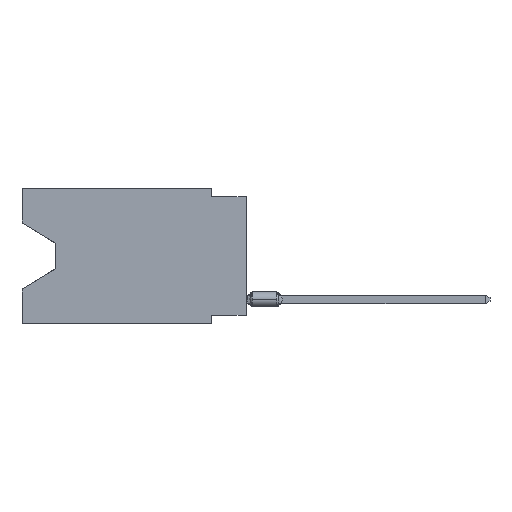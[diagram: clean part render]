
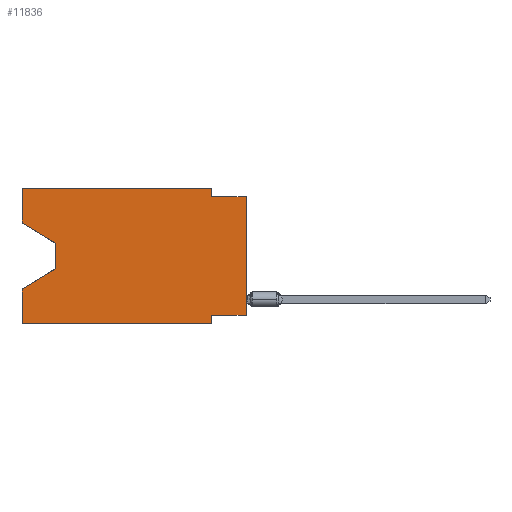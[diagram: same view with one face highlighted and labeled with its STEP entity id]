
A CAD part, left-side view. The second image highlights one B-rep face of the part: STEP entity #11836.
In plain terms, the highlighted planar face has unit normal (-1, 0, 0).
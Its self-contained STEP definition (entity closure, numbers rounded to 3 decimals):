
#35 = ORIENTED_EDGE ( 'NONE', *, *, #14584, .F. ) ;
#47 = LINE ( 'NONE', #24985, #1751 ) ;
#380 = VERTEX_POINT ( 'NONE', #7583 ) ;
#415 = EDGE_CURVE ( 'NONE', #5177, #10675, #23437, .T. ) ;
#419 = LINE ( 'NONE', #18233, #16798 ) ;
#528 = CARTESIAN_POINT ( 'NONE',  ( 0., 16.383, 0. ) ) ;
#562 = EDGE_CURVE ( 'NONE', #380, #24382, #6548, .T. ) ;
#1037 = CARTESIAN_POINT ( 'NONE',  ( 0., 2.54, -9.906 ) ) ;
#1250 = AXIS2_PLACEMENT_3D ( 'NONE', #528, #19471, #12227 ) ;
#1363 = ORIENTED_EDGE ( 'NONE', *, *, #4049, .T. ) ;
#1400 = EDGE_CURVE ( 'NONE', #5177, #17026, #9264, .T. ) ;
#1480 = VECTOR ( 'NONE', #2668, 1000. ) ;
#1751 = VECTOR ( 'NONE', #9482, 1000. ) ;
#2118 = CARTESIAN_POINT ( 'NONE',  ( 0., 0., -0.635 ) ) ;
#2605 = CARTESIAN_POINT ( 'NONE',  ( 0., 16.383, -2.546 ) ) ;
#2668 = DIRECTION ( 'NONE',  ( 0., 0., -1. ) ) ;
#2705 = VERTEX_POINT ( 'NONE', #2118 ) ;
#2880 = CARTESIAN_POINT ( 'NONE',  ( 0., 0., -0.635 ) ) ;
#3462 = DIRECTION ( 'NONE',  ( 0., 0.855, -0.519 ) ) ;
#3577 = CARTESIAN_POINT ( 'NONE',  ( 0., 13.97, -5.893 ) ) ;
#3629 = VERTEX_POINT ( 'NONE', #12380 ) ;
#3858 = ORIENTED_EDGE ( 'NONE', *, *, #18538, .F. ) ;
#3920 = VERTEX_POINT ( 'NONE', #14008 ) ;
#3953 = PLANE ( 'NONE',  #1250 ) ;
#4049 = EDGE_CURVE ( 'NONE', #15092, #2705, #21864, .T. ) ;
#4065 = EDGE_CURVE ( 'NONE', #380, #23661, #9619, .T. ) ;
#4179 = VECTOR ( 'NONE', #13212, 1000. ) ;
#4571 = CARTESIAN_POINT ( 'NONE',  ( 0., 2.54, 0. ) ) ;
#4645 = DIRECTION ( 'NONE',  ( 0., -0.855, -0.519 ) ) ;
#4964 = DIRECTION ( 'NONE',  ( 0., 0., -1. ) ) ;
#4986 = VECTOR ( 'NONE', #4645, 1000. ) ;
#5177 = VERTEX_POINT ( 'NONE', #2605 ) ;
#5979 = EDGE_CURVE ( 'NONE', #18537, #2705, #21475, .T. ) ;
#6239 = CARTESIAN_POINT ( 'NONE',  ( 0., 16.383, 0. ) ) ;
#6548 = LINE ( 'NONE', #17739, #15157 ) ;
#7280 = ORIENTED_EDGE ( 'NONE', *, *, #415, .T. ) ;
#7488 = CARTESIAN_POINT ( 'NONE',  ( 0., 13.97, -4.013 ) ) ;
#7583 = CARTESIAN_POINT ( 'NONE',  ( 0., 16.383, -9.906 ) ) ;
#8181 = DIRECTION ( 'NONE',  ( 0., 1., 0. ) ) ;
#8272 = DIRECTION ( 'NONE',  ( 0., 0., 1. ) ) ;
#8749 = CARTESIAN_POINT ( 'NONE',  ( 0., 2.54, -9.271 ) ) ;
#8997 = CARTESIAN_POINT ( 'NONE',  ( 0., 2.54, -9.906 ) ) ;
#9264 = LINE ( 'NONE', #25025, #4179 ) ;
#9482 = DIRECTION ( 'NONE',  ( 0., -1., 0. ) ) ;
#9619 = LINE ( 'NONE', #15335, #10242 ) ;
#9954 = FACE_OUTER_BOUND ( 'NONE', #23995, .T. ) ;
#10242 = VECTOR ( 'NONE', #17370, 1000. ) ;
#10498 = CARTESIAN_POINT ( 'NONE',  ( 0., 16.383, -2.546 ) ) ;
#10675 = VERTEX_POINT ( 'NONE', #7488 ) ;
#11673 = ORIENTED_EDGE ( 'NONE', *, *, #1400, .F. ) ;
#11778 = EDGE_CURVE ( 'NONE', #3920, #24382, #20888, .T. ) ;
#11836 = ADVANCED_FACE ( 'NONE', ( #9954 ), #3953, .F. ) ;
#11929 = VECTOR ( 'NONE', #19579, 1000. ) ;
#12212 = LINE ( 'NONE', #8997, #17142 ) ;
#12227 = DIRECTION ( 'NONE',  ( 0., 0., -1. ) ) ;
#12380 = CARTESIAN_POINT ( 'NONE',  ( 0., 2.54, 0. ) ) ;
#12786 = CARTESIAN_POINT ( 'NONE',  ( 0., 0., -9.271 ) ) ;
#13117 = ORIENTED_EDGE ( 'NONE', *, *, #23646, .T. ) ;
#13212 = DIRECTION ( 'NONE',  ( 0., 0., 1. ) ) ;
#14008 = CARTESIAN_POINT ( 'NONE',  ( 0., 13.97, -5.893 ) ) ;
#14584 = EDGE_CURVE ( 'NONE', #3629, #18537, #19826, .T. ) ;
#15092 = VERTEX_POINT ( 'NONE', #12786 ) ;
#15131 = CARTESIAN_POINT ( 'NONE',  ( 0., 13.97, -4.013 ) ) ;
#15157 = VECTOR ( 'NONE', #22061, 1000. ) ;
#15161 = ORIENTED_EDGE ( 'NONE', *, *, #562, .F. ) ;
#15226 = ORIENTED_EDGE ( 'NONE', *, *, #11778, .T. ) ;
#15335 = CARTESIAN_POINT ( 'NONE',  ( 0., 16.383, -9.906 ) ) ;
#16168 = ORIENTED_EDGE ( 'NONE', *, *, #18784, .F. ) ;
#16757 = DIRECTION ( 'NONE',  ( 0., 0., -1. ) ) ;
#16798 = VECTOR ( 'NONE', #8181, 1000. ) ;
#17026 = VERTEX_POINT ( 'NONE', #6239 ) ;
#17142 = VECTOR ( 'NONE', #16757, 1000. ) ;
#17145 = ORIENTED_EDGE ( 'NONE', *, *, #5979, .F. ) ;
#17351 = CARTESIAN_POINT ( 'NONE',  ( 0., 2.54, -0.635 ) ) ;
#17370 = DIRECTION ( 'NONE',  ( 0., -1., 0. ) ) ;
#17516 = VERTEX_POINT ( 'NONE', #8749 ) ;
#17665 = CARTESIAN_POINT ( 'NONE',  ( 0., 16.383, -7.36 ) ) ;
#17739 = CARTESIAN_POINT ( 'NONE',  ( 0., 16.383, 0. ) ) ;
#17844 = ORIENTED_EDGE ( 'NONE', *, *, #22381, .F. ) ;
#17926 = CARTESIAN_POINT ( 'NONE',  ( 0., 0., 0. ) ) ;
#18233 = CARTESIAN_POINT ( 'NONE',  ( 0., 0., -9.271 ) ) ;
#18537 = VERTEX_POINT ( 'NONE', #17351 ) ;
#18538 = EDGE_CURVE ( 'NONE', #17026, #3629, #47, .T. ) ;
#18784 = EDGE_CURVE ( 'NONE', #15092, #17516, #419, .T. ) ;
#18828 = LINE ( 'NONE', #15131, #22326 ) ;
#19471 = DIRECTION ( 'NONE',  ( 1., 0., 0. ) ) ;
#19579 = DIRECTION ( 'NONE',  ( 0., -1., 0. ) ) ;
#19826 = LINE ( 'NONE', #4571, #1480 ) ;
#20888 = LINE ( 'NONE', #3577, #22380 ) ;
#21184 = VECTOR ( 'NONE', #8272, 1000. ) ;
#21475 = LINE ( 'NONE', #2880, #11929 ) ;
#21664 = ORIENTED_EDGE ( 'NONE', *, *, #4065, .T. ) ;
#21864 = LINE ( 'NONE', #17926, #21184 ) ;
#22061 = DIRECTION ( 'NONE',  ( 0., 0., 1. ) ) ;
#22326 = VECTOR ( 'NONE', #4964, 1000. ) ;
#22380 = VECTOR ( 'NONE', #3462, 1000. ) ;
#22381 = EDGE_CURVE ( 'NONE', #17516, #23661, #12212, .T. ) ;
#23437 = LINE ( 'NONE', #10498, #4986 ) ;
#23646 = EDGE_CURVE ( 'NONE', #10675, #3920, #18828, .T. ) ;
#23661 = VERTEX_POINT ( 'NONE', #1037 ) ;
#23995 = EDGE_LOOP ( 'NONE', ( #7280, #13117, #15226, #15161, #21664, #17844, #16168, #1363, #17145, #35, #3858, #11673 ) ) ;
#24382 = VERTEX_POINT ( 'NONE', #17665 ) ;
#24985 = CARTESIAN_POINT ( 'NONE',  ( 0., 16.383, 0. ) ) ;
#25025 = CARTESIAN_POINT ( 'NONE',  ( 0., 16.383, 0. ) ) ;
